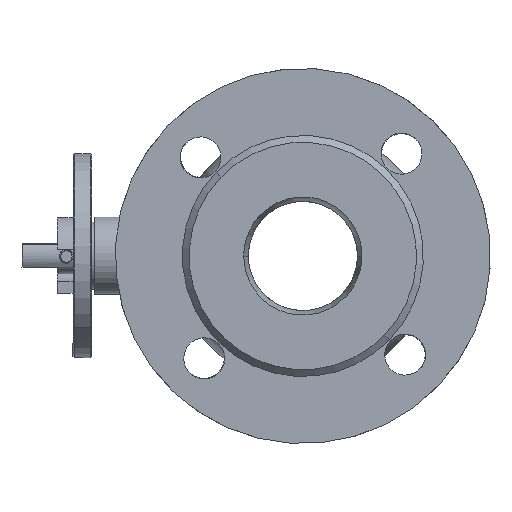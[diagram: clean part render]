
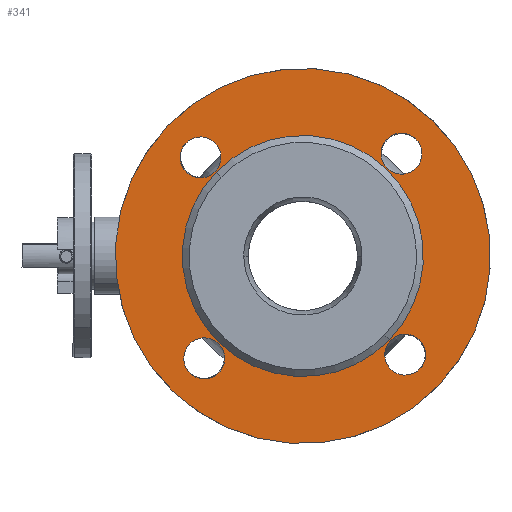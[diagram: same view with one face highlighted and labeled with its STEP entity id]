
A CAD part, left-side view. The second image highlights one B-rep face of the part: STEP entity #341.
In plain terms, the highlighted face is planar.
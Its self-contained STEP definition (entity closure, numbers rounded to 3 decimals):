
#28 = CIRCLE ( 'NONE', #4971, 53. ) ;
#187 = CARTESIAN_POINT ( 'NONE',  ( 82.5, 0., 17. ) ) ;
#193 = ORIENTED_EDGE ( 'NONE', *, *, #3223, .F. ) ;
#207 = EDGE_LOOP ( 'NONE', ( #5043, #4792 ) ) ;
#228 = CARTESIAN_POINT ( 'NONE',  ( 0., 62.5, 17. ) ) ;
#242 = FACE_BOUND ( 'NONE', #4252, .T. ) ;
#259 = EDGE_CURVE ( 'NONE', #3678, #4419, #3114, .T. ) ;
#319 = ORIENTED_EDGE ( 'NONE', *, *, #1206, .T. ) ;
#326 = DIRECTION ( 'NONE',  ( 0., 0., 1. ) ) ;
#330 = CARTESIAN_POINT ( 'NONE',  ( 0., 62.5, 17. ) ) ;
#331 = EDGE_CURVE ( 'NONE', #3324, #2331, #28, .T. ) ;
#341 = ADVANCED_FACE ( 'NONE', ( #5613, #1645, #242, #1109, #5156, #3335 ), #2014, .T. ) ;
#380 = VERTEX_POINT ( 'NONE', #5586 ) ;
#395 = CARTESIAN_POINT ( 'NONE',  ( 9., -62.5, 17. ) ) ;
#425 = ORIENTED_EDGE ( 'NONE', *, *, #2999, .F. ) ;
#446 = AXIS2_PLACEMENT_3D ( 'NONE', #228, #3859, #1564 ) ;
#459 = AXIS2_PLACEMENT_3D ( 'NONE', #5051, #1061, #3766 ) ;
#510 = DIRECTION ( 'NONE',  ( 0., 0., 1. ) ) ;
#525 = EDGE_CURVE ( 'NONE', #2331, #3324, #1164, .T. ) ;
#593 = AXIS2_PLACEMENT_3D ( 'NONE', #2286, #4968, #4842 ) ;
#689 = DIRECTION ( 'NONE',  ( 0., 0., 1. ) ) ;
#746 = DIRECTION ( 'NONE',  ( 0., 0., 1. ) ) ;
#817 = AXIS2_PLACEMENT_3D ( 'NONE', #330, #2153, #1673 ) ;
#950 = ORIENTED_EDGE ( 'NONE', *, *, #3729, .F. ) ;
#1045 = ORIENTED_EDGE ( 'NONE', *, *, #1453, .F. ) ;
#1061 = DIRECTION ( 'NONE',  ( 0., 0., 1. ) ) ;
#1094 = VERTEX_POINT ( 'NONE', #2037 ) ;
#1109 = FACE_BOUND ( 'NONE', #3627, .T. ) ;
#1128 = CARTESIAN_POINT ( 'NONE',  ( -53., 0., 17. ) ) ;
#1164 = CIRCLE ( 'NONE', #2656, 53. ) ;
#1199 = EDGE_CURVE ( 'NONE', #3037, #3044, #3283, .T. ) ;
#1206 = EDGE_CURVE ( 'NONE', #4419, #3678, #2905, .T. ) ;
#1453 = EDGE_CURVE ( 'NONE', #1737, #1594, #3861, .T. ) ;
#1522 = EDGE_LOOP ( 'NONE', ( #1744, #425 ) ) ;
#1564 = DIRECTION ( 'NONE',  ( 1., 0., 0. ) ) ;
#1594 = VERTEX_POINT ( 'NONE', #2515 ) ;
#1645 = FACE_BOUND ( 'NONE', #4945, .T. ) ;
#1655 = EDGE_CURVE ( 'NONE', #3044, #3037, #4150, .T. ) ;
#1673 = DIRECTION ( 'NONE',  ( 1., 0., 0. ) ) ;
#1722 = CARTESIAN_POINT ( 'NONE',  ( 62.5, 0., 17. ) ) ;
#1737 = VERTEX_POINT ( 'NONE', #3722 ) ;
#1744 = ORIENTED_EDGE ( 'NONE', *, *, #4843, .F. ) ;
#1777 = AXIS2_PLACEMENT_3D ( 'NONE', #2505, #5266, #4371 ) ;
#1904 = CARTESIAN_POINT ( 'NONE',  ( 0., -62.5, 17. ) ) ;
#2014 = PLANE ( 'NONE',  #4691 ) ;
#2037 = CARTESIAN_POINT ( 'NONE',  ( 9., 62.5, 17. ) ) ;
#2070 = CARTESIAN_POINT ( 'NONE',  ( 53.5, 0., 17. ) ) ;
#2095 = CARTESIAN_POINT ( 'NONE',  ( 0., 0., 17. ) ) ;
#2112 = ORIENTED_EDGE ( 'NONE', *, *, #1655, .F. ) ;
#2153 = DIRECTION ( 'NONE',  ( 0., 0., 1. ) ) ;
#2232 = ORIENTED_EDGE ( 'NONE', *, *, #1199, .F. ) ;
#2236 = DIRECTION ( 'NONE',  ( 0., 0., 1. ) ) ;
#2253 = DIRECTION ( 'NONE',  ( 0., 0., 1. ) ) ;
#2276 = CARTESIAN_POINT ( 'NONE',  ( 53., 0., 17. ) ) ;
#2277 = DIRECTION ( 'NONE',  ( 0., 0., 1. ) ) ;
#2286 = CARTESIAN_POINT ( 'NONE',  ( 0., 0., 17. ) ) ;
#2331 = VERTEX_POINT ( 'NONE', #2276 ) ;
#2336 = CARTESIAN_POINT ( 'NONE',  ( 0., 0., 17. ) ) ;
#2380 = AXIS2_PLACEMENT_3D ( 'NONE', #4437, #2253, #3007 ) ;
#2453 = DIRECTION ( 'NONE',  ( 1., 0., 0. ) ) ;
#2505 = CARTESIAN_POINT ( 'NONE',  ( 0., -62.5, 17. ) ) ;
#2515 = CARTESIAN_POINT ( 'NONE',  ( -53.5, 0., 17. ) ) ;
#2656 = AXIS2_PLACEMENT_3D ( 'NONE', #2336, #510, #5750 ) ;
#2683 = CARTESIAN_POINT ( 'NONE',  ( -62.5, 0., 17. ) ) ;
#2688 = DIRECTION ( 'NONE',  ( 1., 0., 0. ) ) ;
#2765 = VERTEX_POINT ( 'NONE', #395 ) ;
#2905 = CIRCLE ( 'NONE', #3087, 82.5 ) ;
#2937 = ORIENTED_EDGE ( 'NONE', *, *, #259, .T. ) ;
#2970 = DIRECTION ( 'NONE',  ( 1., 0., 0. ) ) ;
#2985 = AXIS2_PLACEMENT_3D ( 'NONE', #1722, #746, #3415 ) ;
#2999 = EDGE_CURVE ( 'NONE', #4237, #1094, #5020, .T. ) ;
#3007 = DIRECTION ( 'NONE',  ( 1., 0., 0. ) ) ;
#3037 = VERTEX_POINT ( 'NONE', #3531 ) ;
#3044 = VERTEX_POINT ( 'NONE', #2070 ) ;
#3087 = AXIS2_PLACEMENT_3D ( 'NONE', #4860, #326, #2970 ) ;
#3114 = CIRCLE ( 'NONE', #593, 82.5 ) ;
#3223 = EDGE_CURVE ( 'NONE', #380, #2765, #4096, .T. ) ;
#3283 = CIRCLE ( 'NONE', #2985, 9. ) ;
#3324 = VERTEX_POINT ( 'NONE', #1128 ) ;
#3335 = FACE_BOUND ( 'NONE', #207, .T. ) ;
#3415 = DIRECTION ( 'NONE',  ( 1., 0., 0. ) ) ;
#3416 = DIRECTION ( 'NONE',  ( 1., 0., 0. ) ) ;
#3448 = CIRCLE ( 'NONE', #459, 9. ) ;
#3531 = CARTESIAN_POINT ( 'NONE',  ( 71.5, 0., 17. ) ) ;
#3580 = EDGE_CURVE ( 'NONE', #1594, #1737, #3448, .T. ) ;
#3627 = EDGE_LOOP ( 'NONE', ( #2232, #2112 ) ) ;
#3648 = ORIENTED_EDGE ( 'NONE', *, *, #3580, .F. ) ;
#3678 = VERTEX_POINT ( 'NONE', #4623 ) ;
#3722 = CARTESIAN_POINT ( 'NONE',  ( -71.5, 0., 17. ) ) ;
#3729 = EDGE_CURVE ( 'NONE', #2765, #380, #4659, .T. ) ;
#3766 = DIRECTION ( 'NONE',  ( 1., 0., 0. ) ) ;
#3794 = DIRECTION ( 'NONE',  ( 0., 0., 1. ) ) ;
#3859 = DIRECTION ( 'NONE',  ( 0., 0., 1. ) ) ;
#3861 = CIRCLE ( 'NONE', #5521, 9. ) ;
#4025 = DIRECTION ( 'NONE',  ( 1., 0., 0. ) ) ;
#4096 = CIRCLE ( 'NONE', #4555, 9. ) ;
#4150 = CIRCLE ( 'NONE', #2380, 9. ) ;
#4237 = VERTEX_POINT ( 'NONE', #4277 ) ;
#4252 = EDGE_LOOP ( 'NONE', ( #950, #193 ) ) ;
#4277 = CARTESIAN_POINT ( 'NONE',  ( -9., 62.5, 17. ) ) ;
#4371 = DIRECTION ( 'NONE',  ( 1., 0., 0. ) ) ;
#4419 = VERTEX_POINT ( 'NONE', #187 ) ;
#4437 = CARTESIAN_POINT ( 'NONE',  ( 62.5, 0., 17. ) ) ;
#4481 = EDGE_LOOP ( 'NONE', ( #2937, #319 ) ) ;
#4555 = AXIS2_PLACEMENT_3D ( 'NONE', #1904, #2277, #2688 ) ;
#4623 = CARTESIAN_POINT ( 'NONE',  ( -82.5, 0., 17. ) ) ;
#4659 = CIRCLE ( 'NONE', #1777, 9. ) ;
#4691 = AXIS2_PLACEMENT_3D ( 'NONE', #4695, #3794, #3416 ) ;
#4695 = CARTESIAN_POINT ( 'NONE',  ( 0., 0., 17. ) ) ;
#4792 = ORIENTED_EDGE ( 'NONE', *, *, #525, .F. ) ;
#4842 = DIRECTION ( 'NONE',  ( 1., 0., 0. ) ) ;
#4843 = EDGE_CURVE ( 'NONE', #1094, #4237, #5655, .T. ) ;
#4860 = CARTESIAN_POINT ( 'NONE',  ( 0., 0., 17. ) ) ;
#4945 = EDGE_LOOP ( 'NONE', ( #3648, #1045 ) ) ;
#4968 = DIRECTION ( 'NONE',  ( 0., 0., 1. ) ) ;
#4971 = AXIS2_PLACEMENT_3D ( 'NONE', #2095, #689, #2453 ) ;
#5020 = CIRCLE ( 'NONE', #817, 9. ) ;
#5043 = ORIENTED_EDGE ( 'NONE', *, *, #331, .F. ) ;
#5051 = CARTESIAN_POINT ( 'NONE',  ( -62.5, 0., 17. ) ) ;
#5156 = FACE_BOUND ( 'NONE', #1522, .T. ) ;
#5266 = DIRECTION ( 'NONE',  ( 0., 0., 1. ) ) ;
#5521 = AXIS2_PLACEMENT_3D ( 'NONE', #2683, #2236, #4025 ) ;
#5586 = CARTESIAN_POINT ( 'NONE',  ( -9., -62.5, 17. ) ) ;
#5613 = FACE_OUTER_BOUND ( 'NONE', #4481, .T. ) ;
#5655 = CIRCLE ( 'NONE', #446, 9. ) ;
#5750 = DIRECTION ( 'NONE',  ( 1., 0., 0. ) ) ;
